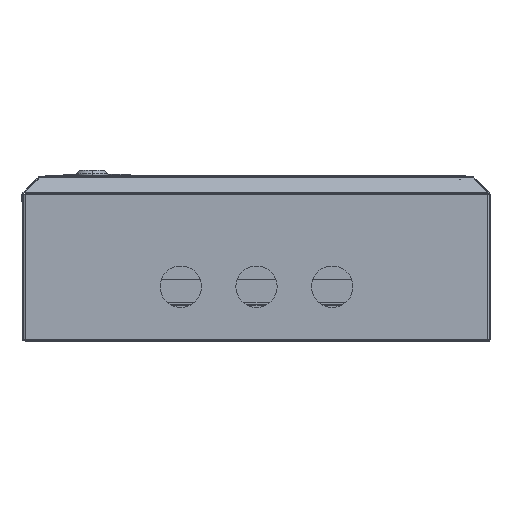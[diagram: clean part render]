
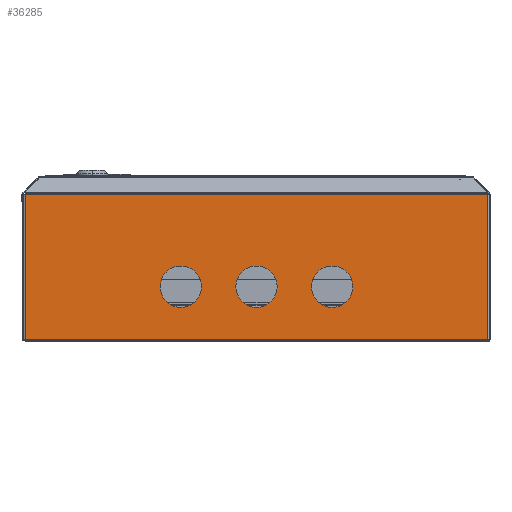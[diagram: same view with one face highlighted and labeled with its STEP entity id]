
A CAD part, front view. The second image highlights one B-rep face of the part: STEP entity #36285.
In plain terms, the highlighted planar face has unit normal (0, -1, 0).
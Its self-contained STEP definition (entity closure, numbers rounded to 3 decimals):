
#205 = ORIENTED_EDGE ( 'NONE', *, *, #29404, .F. ) ;
#342 = ORIENTED_EDGE ( 'NONE', *, *, #31758, .F. ) ;
#1363 = CARTESIAN_POINT ( 'NONE',  ( -1.7, 0., 105.4 ) ) ;
#2087 = DIRECTION ( 'NONE',  ( 1., 0., 0. ) ) ;
#2360 = CARTESIAN_POINT ( 'NONE',  ( -337.6, 0., 0. ) ) ;
#2654 = FACE_BOUND ( 'NONE', #15214, .T. ) ;
#2788 = VERTEX_POINT ( 'NONE', #36336 ) ;
#2807 = DIRECTION ( 'NONE',  ( -1., 0., 0. ) ) ;
#2819 = ORIENTED_EDGE ( 'NONE', *, *, #34669, .T. ) ;
#3386 = DIRECTION ( 'NONE',  ( 0., 0., -1. ) ) ;
#3583 = FACE_BOUND ( 'NONE', #22314, .T. ) ;
#4001 = ORIENTED_EDGE ( 'NONE', *, *, #34198, .T. ) ;
#5727 = CARTESIAN_POINT ( 'NONE',  ( -1.7, 0., 0. ) ) ;
#5772 = CARTESIAN_POINT ( 'NONE',  ( 0., 0., 0. ) ) ;
#5996 = DIRECTION ( 'NONE',  ( 0., -1., 0. ) ) ;
#6069 = LINE ( 'NONE', #17420, #27941 ) ;
#6073 = AXIS2_PLACEMENT_3D ( 'NONE', #31264, #13519, #34252 ) ;
#6617 = CARTESIAN_POINT ( 'NONE',  ( -224.65, 0., 38.3 ) ) ;
#6903 = AXIS2_PLACEMENT_3D ( 'NONE', #37666, #19932, #2087 ) ;
#7326 = AXIS2_PLACEMENT_3D ( 'NONE', #6617, #27435, #9655 ) ;
#7333 = VERTEX_POINT ( 'NONE', #5727 ) ;
#7608 = EDGE_LOOP ( 'NONE', ( #22750, #20913, #4001, #2819 ) ) ;
#7993 = LINE ( 'NONE', #5772, #21040 ) ;
#8839 = DIRECTION ( 'NONE',  ( -1., 0., 0. ) ) ;
#9203 = CARTESIAN_POINT ( 'NONE',  ( -114.65, 0., 38.3 ) ) ;
#9655 = DIRECTION ( 'NONE',  ( -1., 0., 0. ) ) ;
#10223 = CIRCLE ( 'NONE', #14764, 15. ) ;
#10599 = VERTEX_POINT ( 'NONE', #14965 ) ;
#11009 = DIRECTION ( 'NONE',  ( 0., -1., 0. ) ) ;
#11584 = EDGE_CURVE ( 'NONE', #26843, #10599, #30341, .T. ) ;
#12112 = LINE ( 'NONE', #25788, #20960 ) ;
#12173 = DIRECTION ( 'NONE',  ( 1., 0., 0. ) ) ;
#13519 = DIRECTION ( 'NONE',  ( 0., -1., 0. ) ) ;
#14764 = AXIS2_PLACEMENT_3D ( 'NONE', #28789, #11009, #31755 ) ;
#14965 = CARTESIAN_POINT ( 'NONE',  ( -209.65, 0., 38.3 ) ) ;
#15114 = VERTEX_POINT ( 'NONE', #27185 ) ;
#15214 = EDGE_LOOP ( 'NONE', ( #342, #18737 ) ) ;
#15603 = CARTESIAN_POINT ( 'NONE',  ( -184.65, 0., 38.3 ) ) ;
#17254 = CIRCLE ( 'NONE', #37721, 15. ) ;
#17323 = VERTEX_POINT ( 'NONE', #15603 ) ;
#17420 = CARTESIAN_POINT ( 'NONE',  ( 0., 0., 105.4 ) ) ;
#17590 = FACE_BOUND ( 'NONE', #22455, .T. ) ;
#17795 = CARTESIAN_POINT ( 'NONE',  ( -337.6, 0., 105.4 ) ) ;
#18266 = ORIENTED_EDGE ( 'NONE', *, *, #34818, .F. ) ;
#18737 = ORIENTED_EDGE ( 'NONE', *, *, #11584, .F. ) ;
#19461 = EDGE_CURVE ( 'NONE', #32570, #17323, #28799, .T. ) ;
#19932 = DIRECTION ( 'NONE',  ( 0., -1., 0. ) ) ;
#20092 = CARTESIAN_POINT ( 'NONE',  ( 0., 0., 105.4 ) ) ;
#20616 = PLANE ( 'NONE',  #25000 ) ;
#20876 = ORIENTED_EDGE ( 'NONE', *, *, #37280, .F. ) ;
#20913 = ORIENTED_EDGE ( 'NONE', *, *, #28180, .F. ) ;
#20960 = VECTOR ( 'NONE', #28786, 1000. ) ;
#21040 = VECTOR ( 'NONE', #2807, 1000. ) ;
#21456 = VERTEX_POINT ( 'NONE', #2360 ) ;
#22314 = EDGE_LOOP ( 'NONE', ( #34611, #205 ) ) ;
#22455 = EDGE_LOOP ( 'NONE', ( #18266, #20876 ) ) ;
#22750 = ORIENTED_EDGE ( 'NONE', *, *, #27371, .F. ) ;
#23316 = LINE ( 'NONE', #33027, #24226 ) ;
#23816 = CARTESIAN_POINT ( 'NONE',  ( -224.65, 0., 38.3 ) ) ;
#24226 = VECTOR ( 'NONE', #3386, 1000. ) ;
#25000 = AXIS2_PLACEMENT_3D ( 'NONE', #20092, #35378, #26566 ) ;
#25455 = FACE_OUTER_BOUND ( 'NONE', #7608, .T. ) ;
#25491 = CIRCLE ( 'NONE', #6073, 15. ) ;
#25788 = CARTESIAN_POINT ( 'NONE',  ( -337.6, 0., 105.4 ) ) ;
#26566 = DIRECTION ( 'NONE',  ( 1., 0., 0. ) ) ;
#26785 = DIRECTION ( 'NONE',  ( -1., 0., 0. ) ) ;
#26843 = VERTEX_POINT ( 'NONE', #38158 ) ;
#27185 = CARTESIAN_POINT ( 'NONE',  ( -129.65, 0., 38.3 ) ) ;
#27371 = EDGE_CURVE ( 'NONE', #7333, #21456, #7993, .T. ) ;
#27435 = DIRECTION ( 'NONE',  ( 0., -1., 0. ) ) ;
#27941 = VECTOR ( 'NONE', #8839, 1000. ) ;
#28180 = EDGE_CURVE ( 'NONE', #29254, #7333, #23316, .T. ) ;
#28786 = DIRECTION ( 'NONE',  ( 0., 0., -1. ) ) ;
#28789 = CARTESIAN_POINT ( 'NONE',  ( -169.65, 0., 38.3 ) ) ;
#28799 = CIRCLE ( 'NONE', #6903, 15. ) ;
#29254 = VERTEX_POINT ( 'NONE', #1363 ) ;
#29404 = EDGE_CURVE ( 'NONE', #17323, #32570, #10223, .T. ) ;
#29716 = CARTESIAN_POINT ( 'NONE',  ( -154.65, 0., 38.3 ) ) ;
#29945 = DIRECTION ( 'NONE',  ( 0., -1., 0. ) ) ;
#30341 = CIRCLE ( 'NONE', #35280, 15. ) ;
#31264 = CARTESIAN_POINT ( 'NONE',  ( -114.65, 0., 38.3 ) ) ;
#31755 = DIRECTION ( 'NONE',  ( 1., 0., 0. ) ) ;
#31758 = EDGE_CURVE ( 'NONE', #10599, #26843, #36915, .T. ) ;
#32570 = VERTEX_POINT ( 'NONE', #29716 ) ;
#33027 = CARTESIAN_POINT ( 'NONE',  ( -1.7, 0., 105.4 ) ) ;
#34198 = EDGE_CURVE ( 'NONE', #29254, #36305, #6069, .T. ) ;
#34252 = DIRECTION ( 'NONE',  ( 1., 0., 0. ) ) ;
#34611 = ORIENTED_EDGE ( 'NONE', *, *, #19461, .F. ) ;
#34669 = EDGE_CURVE ( 'NONE', #36305, #21456, #12112, .T. ) ;
#34818 = EDGE_CURVE ( 'NONE', #2788, #15114, #17254, .T. ) ;
#35280 = AXIS2_PLACEMENT_3D ( 'NONE', #23816, #5996, #26785 ) ;
#35378 = DIRECTION ( 'NONE',  ( 0., -1., 0. ) ) ;
#36285 = ADVANCED_FACE ( 'NONE', ( #2654, #17590, #3583, #25455 ), #20616, .T. ) ;
#36305 = VERTEX_POINT ( 'NONE', #17795 ) ;
#36336 = CARTESIAN_POINT ( 'NONE',  ( -99.65, 0., 38.3 ) ) ;
#36915 = CIRCLE ( 'NONE', #7326, 15. ) ;
#37280 = EDGE_CURVE ( 'NONE', #15114, #2788, #25491, .T. ) ;
#37666 = CARTESIAN_POINT ( 'NONE',  ( -169.65, 0., 38.3 ) ) ;
#37721 = AXIS2_PLACEMENT_3D ( 'NONE', #9203, #29945, #12173 ) ;
#38158 = CARTESIAN_POINT ( 'NONE',  ( -239.65, 0., 38.3 ) ) ;
